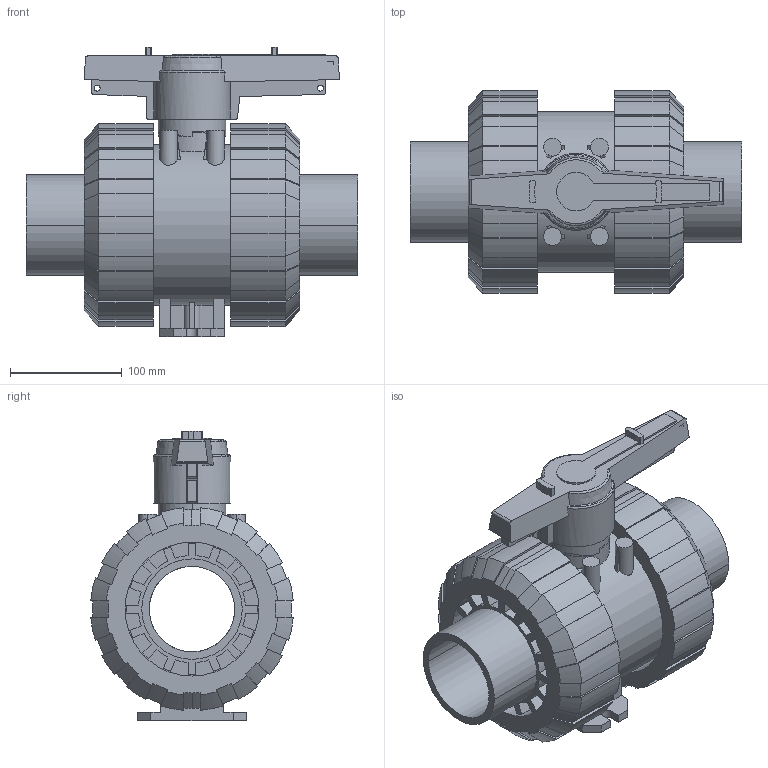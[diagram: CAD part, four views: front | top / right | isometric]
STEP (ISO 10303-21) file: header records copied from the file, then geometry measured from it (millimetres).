
FILE_DESCRIPTION(('STEP AP214'),'1');
FILE_NAME('cctmp_B5559FF0-9522-4E5F-8BE6-84C945ED583F_2021_10_21_08_40_44_0178..stp','2021-10-21T06:40:44',('Praher Valves GmbH'),('CADClick - www.CADClick.com'),'Spatial InterOp 3D',' ','unknown authorization');
FILE_SCHEMA(('AUTOMOTIVE_DESIGN'));
Length unit declared in the file: millimetre
Products named in the file (7): cc_unnamed; 210504_5; 210504_4; 210504_3; 210504_2; 210504_1; 210504
Assembly tree (6 placements, depth 2):
  cc_unnamed
    210504_5
    210504_4
    210504_3
    210504_2
    210504_1
    210504
Bounding box: 297 x 181.41 x 259.3 mm (x, y, z)
Volume: 3619145.4 mm3; surface area: 532138.5 mm2
Topology: 6 solids, 6 shells, 585 faces, 1693 edges, 1128 vertices
Faces by surface type: plane 285, cylinder 136, cone 80, bspline 76, torus 8
Entity records: 26620 total; most frequent: CARTESIAN_POINT 6928, ORIENTED_EDGE 3386, DIRECTION 2813, EDGE_CURVE 1693, VERTEX_POINT 1128, AXIS2_PLACEMENT_3D 948, LINE 917, VECTOR 917
